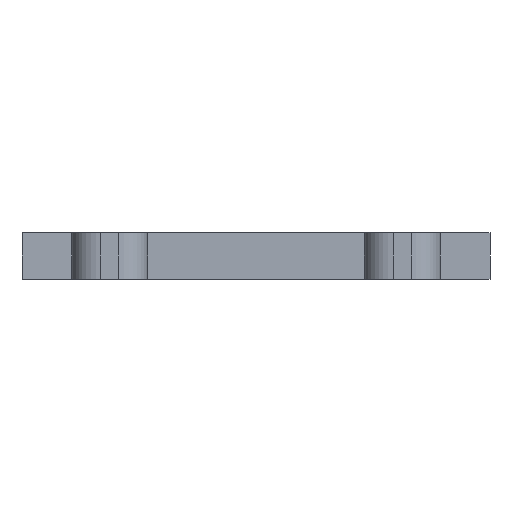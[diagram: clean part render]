
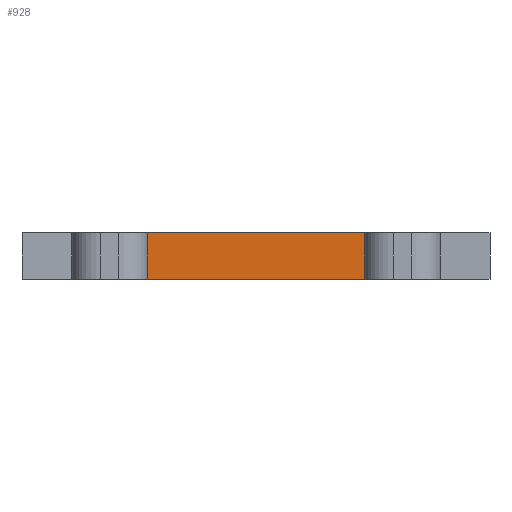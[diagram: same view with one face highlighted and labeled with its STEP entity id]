
A CAD part, front view. The second image highlights one B-rep face of the part: STEP entity #928.
In plain terms, the highlighted planar face has unit normal (0, -1, 0).
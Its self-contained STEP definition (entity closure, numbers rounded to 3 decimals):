
#10 = CARTESIAN_POINT ( 'NONE',  ( 0.65, 4.5, 0.8 ) ) ;
#17 = DIRECTION ( 'NONE',  ( 1., 0., 0. ) ) ;
#50 = DIRECTION ( 'NONE',  ( 1., 0., 0. ) ) ;
#99 = CARTESIAN_POINT ( 'NONE',  ( 4.35, 4.5, 0. ) ) ;
#104 = CARTESIAN_POINT ( 'NONE',  ( 0.65, 4.5, 0.8 ) ) ;
#105 = CARTESIAN_POINT ( 'NONE',  ( 0.65, 4.5, 0.8 ) ) ;
#121 = CARTESIAN_POINT ( 'NONE',  ( 4.35, 4.5, 0.8 ) ) ;
#148 = CARTESIAN_POINT ( 'NONE',  ( 0.65, 4.5, 0.8 ) ) ;
#172 = CARTESIAN_POINT ( 'NONE',  ( 0.65, 4.5, 0. ) ) ;
#240 = CARTESIAN_POINT ( 'NONE',  ( 4.35, 4.5, 0.8 ) ) ;
#254 = DIRECTION ( 'NONE',  ( 0., 0., -1. ) ) ;
#287 = DIRECTION ( 'NONE',  ( 0., 0., -1. ) ) ;
#290 = PLANE ( 'NONE',  #455 ) ;
#292 = DIRECTION ( 'NONE',  ( 0., 0., 1. ) ) ;
#293 = DIRECTION ( 'NONE',  ( 0., 1., 0. ) ) ;
#304 = CARTESIAN_POINT ( 'NONE',  ( 0.65, 4.5, 0. ) ) ;
#414 = EDGE_CURVE ( 'NONE', #933, #632, #800, .T. ) ;
#415 = EDGE_CURVE ( 'NONE', #632, #639, #796, .T. ) ;
#416 = EDGE_CURVE ( 'NONE', #939, #639, #804, .T. ) ;
#417 = EDGE_CURVE ( 'NONE', #933, #939, #802, .T. ) ;
#455 = AXIS2_PLACEMENT_3D ( 'NONE', #104, #293, #292 ) ;
#590 = EDGE_LOOP ( 'NONE', ( #626, #610, #627, #628 ) ) ;
#610 = ORIENTED_EDGE ( 'NONE', *, *, #416, .F. ) ;
#626 = ORIENTED_EDGE ( 'NONE', *, *, #415, .T. ) ;
#627 = ORIENTED_EDGE ( 'NONE', *, *, #417, .F. ) ;
#628 = ORIENTED_EDGE ( 'NONE', *, *, #414, .T. ) ;
#632 = VERTEX_POINT ( 'NONE', #172 ) ;
#639 = VERTEX_POINT ( 'NONE', #99 ) ;
#718 = FACE_OUTER_BOUND ( 'NONE', #590, .T. ) ;
#796 = LINE ( 'NONE', #304, #805 ) ;
#800 = LINE ( 'NONE', #148, #803 ) ;
#802 = LINE ( 'NONE', #105, #809 ) ;
#803 = VECTOR ( 'NONE', #254, 1000. ) ;
#804 = LINE ( 'NONE', #240, #807 ) ;
#805 = VECTOR ( 'NONE', #50, 1000. ) ;
#807 = VECTOR ( 'NONE', #287, 1000. ) ;
#809 = VECTOR ( 'NONE', #17, 1000. ) ;
#928 = ADVANCED_FACE ( 'NONE', ( #718 ), #290, .F. ) ;
#933 = VERTEX_POINT ( 'NONE', #10 ) ;
#939 = VERTEX_POINT ( 'NONE', #121 ) ;
